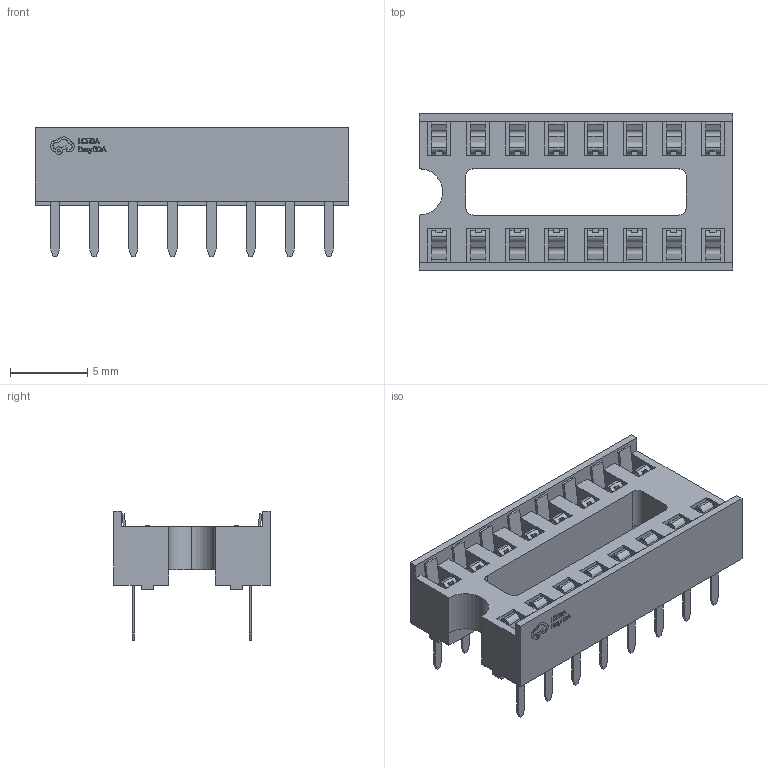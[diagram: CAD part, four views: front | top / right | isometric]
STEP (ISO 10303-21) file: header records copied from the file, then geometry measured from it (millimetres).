
FILE_DESCRIPTION (( 'STEP AP214' ), '1' );
FILE_NAME ('DIP-16_L20.3-W10.2-P2.54-LS7.6-BL-2.STEP', '2023-03-26T02:34:31', ( '' ), ( '' ), 'SwSTEP 2.0', 'SolidWorks 2020', '' );
FILE_SCHEMA (( 'AUTOMOTIVE_DESIGN' ));
Length unit declared in the file: millimetre
Products named in the file (1): DIP-16_L20.3-W10.2-P2.54-LS7.6-BL-2
Bounding box: 20.32 x 10.17 x 8.4 mm (x, y, z)
Volume: 485.7 mm3; surface area: 1473.2 mm2
Topology: 17 solids, 17 shells, 800 faces, 2194 edges, 1462 vertices
Faces by surface type: plane 600, cylinder 102, bspline 98
Entity records: 34684 total; most frequent: CARTESIAN_POINT 5763, ORIENTED_EDGE 4388, DIRECTION 3668, EDGE_CURVE 2194, VECTOR 1726, LINE 1726, VERTEX_POINT 1462, AXIS2_PLACEMENT_3D 971
